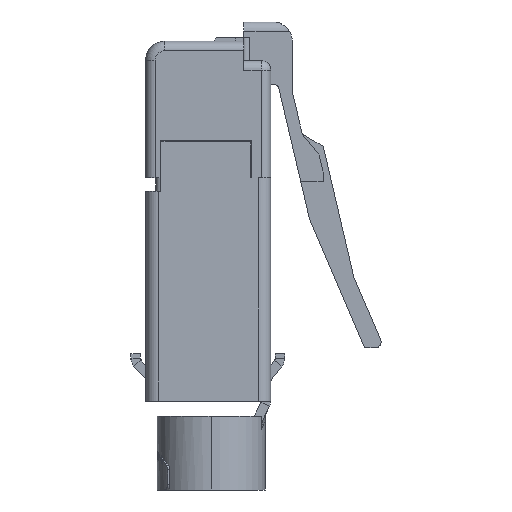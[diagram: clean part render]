
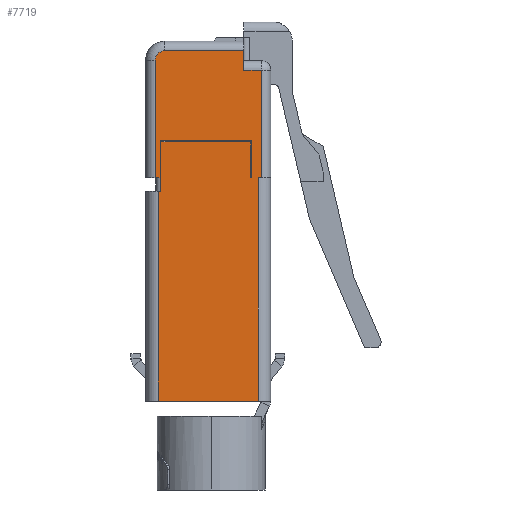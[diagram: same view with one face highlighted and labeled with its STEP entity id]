
A CAD part, left-side view. The second image highlights one B-rep face of the part: STEP entity #7719.
In plain terms, the highlighted planar face has unit normal (-1, 0, 0).
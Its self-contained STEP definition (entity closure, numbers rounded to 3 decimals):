
#39 = VECTOR ( 'NONE', #2607, 1000. ) ;
#193 = VECTOR ( 'NONE', #2226, 1000. ) ;
#380 = ORIENTED_EDGE ( 'NONE', *, *, #7238, .T. ) ;
#414 = DIRECTION ( 'NONE',  ( 0., 1., 0. ) ) ;
#446 = ORIENTED_EDGE ( 'NONE', *, *, #2234, .T. ) ;
#473 = VERTEX_POINT ( 'NONE', #12182 ) ;
#484 = CIRCLE ( 'NONE', #8003, 0.5 ) ;
#525 = CARTESIAN_POINT ( 'NONE',  ( -5.84, 2.3, -1.52 ) ) ;
#547 = VERTEX_POINT ( 'NONE', #4238 ) ;
#562 = CARTESIAN_POINT ( 'NONE',  ( -5.84, -2.8, -7.22 ) ) ;
#592 = DIRECTION ( 'NONE',  ( 0., 0., -1. ) ) ;
#706 = CARTESIAN_POINT ( 'NONE',  ( -5.84, 2.8, -7.22 ) ) ;
#760 = DIRECTION ( 'NONE',  ( 0., 0., -1. ) ) ;
#1049 = CARTESIAN_POINT ( 'NONE',  ( -5.84, 2.8, -7.22 ) ) ;
#1090 = DIRECTION ( 'NONE',  ( 0., 0., 1. ) ) ;
#1147 = LINE ( 'NONE', #3157, #193 ) ;
#1215 = VECTOR ( 'NONE', #11316, 1000. ) ;
#1216 = ORIENTED_EDGE ( 'NONE', *, *, #8287, .T. ) ;
#1260 = VERTEX_POINT ( 'NONE', #12796 ) ;
#1274 = EDGE_CURVE ( 'NONE', #547, #1260, #3037, .T. ) ;
#1307 = VECTOR ( 'NONE', #9611, 1000. ) ;
#1327 = VECTOR ( 'NONE', #592, 1000. ) ;
#2013 = DIRECTION ( 'NONE',  ( 0., 0., -1. ) ) ;
#2034 = LINE ( 'NONE', #4792, #4402 ) ;
#2103 = VECTOR ( 'NONE', #3713, 1000. ) ;
#2153 = EDGE_CURVE ( 'NONE', #12737, #8009, #12935, .T. ) ;
#2170 = LINE ( 'NONE', #8882, #11896 ) ;
#2208 = ORIENTED_EDGE ( 'NONE', *, *, #10196, .F. ) ;
#2226 = DIRECTION ( 'NONE',  ( 0., 0., 1. ) ) ;
#2234 = EDGE_CURVE ( 'NONE', #473, #4921, #9548, .T. ) ;
#2254 = LINE ( 'NONE', #11308, #10069 ) ;
#2403 = ORIENTED_EDGE ( 'NONE', *, *, #11076, .F. ) ;
#2446 = CARTESIAN_POINT ( 'NONE',  ( -5.84, -3.3, -7.92 ) ) ;
#2607 = DIRECTION ( 'NONE',  ( 0., 0., 1. ) ) ;
#2722 = DIRECTION ( 'NONE',  ( 0., 1., 0. ) ) ;
#2764 = VERTEX_POINT ( 'NONE', #10123 ) ;
#2994 = VECTOR ( 'NONE', #5647, 1000. ) ;
#3024 = ORIENTED_EDGE ( 'NONE', *, *, #2153, .T. ) ;
#3037 = LINE ( 'NONE', #2446, #1307 ) ;
#3097 = LINE ( 'NONE', #12372, #1215 ) ;
#3157 = CARTESIAN_POINT ( 'NONE',  ( -5.84, -2.8, -1.52 ) ) ;
#3196 = ORIENTED_EDGE ( 'NONE', *, *, #3759, .F. ) ;
#3258 = CARTESIAN_POINT ( 'NONE',  ( -5.84, -2.3, -5.22 ) ) ;
#3300 = ORIENTED_EDGE ( 'NONE', *, *, #8437, .T. ) ;
#3329 = VECTOR ( 'NONE', #2722, 1000. ) ;
#3371 = LINE ( 'NONE', #12363, #8625 ) ;
#3528 = VERTEX_POINT ( 'NONE', #9368 ) ;
#3648 = CARTESIAN_POINT ( 'NONE',  ( -5.84, -1.88, -1. ) ) ;
#3659 = LINE ( 'NONE', #4832, #3329 ) ;
#3713 = DIRECTION ( 'NONE',  ( 0., 1., 0. ) ) ;
#3759 = EDGE_CURVE ( 'NONE', #3528, #4146, #3371, .T. ) ;
#3853 = CARTESIAN_POINT ( 'NONE',  ( -5.84, 2.3, -1. ) ) ;
#3876 = DIRECTION ( 'NONE',  ( 0., 1., 0. ) ) ;
#3967 = CARTESIAN_POINT ( 'NONE',  ( -5.84, 2.55, -7.22 ) ) ;
#3994 = DIRECTION ( 'NONE',  ( -1., 0., 0. ) ) ;
#4146 = VERTEX_POINT ( 'NONE', #3967 ) ;
#4238 = CARTESIAN_POINT ( 'NONE',  ( -5.84, 2.5, -7.92 ) ) ;
#4402 = VECTOR ( 'NONE', #3876, 1000. ) ;
#4454 = VERTEX_POINT ( 'NONE', #11633 ) ;
#4566 = LINE ( 'NONE', #11294, #6020 ) ;
#4601 = CARTESIAN_POINT ( 'NONE',  ( -5.84, 2.3, -0.5 ) ) ;
#4669 = VECTOR ( 'NONE', #9968, 1000. ) ;
#4695 = AXIS2_PLACEMENT_3D ( 'NONE', #3853, #8915, #760 ) ;
#4707 = DIRECTION ( 'NONE',  ( 0., 0., -1. ) ) ;
#4746 = DIRECTION ( 'NONE',  ( 0., 1., 0. ) ) ;
#4777 = CARTESIAN_POINT ( 'NONE',  ( -5.84, -2.65, -19.02 ) ) ;
#4792 = CARTESIAN_POINT ( 'NONE',  ( -5.84, -3.3, -19.02 ) ) ;
#4832 = CARTESIAN_POINT ( 'NONE',  ( -5.84, 3.3, -7.22 ) ) ;
#4910 = ORIENTED_EDGE ( 'NONE', *, *, #7677, .T. ) ;
#4921 = VERTEX_POINT ( 'NONE', #4601 ) ;
#5006 = VERTEX_POINT ( 'NONE', #7780 ) ;
#5039 = EDGE_CURVE ( 'NONE', #5006, #10958, #2034, .T. ) ;
#5070 = CARTESIAN_POINT ( 'NONE',  ( -5.84, -2.8, -1.52 ) ) ;
#5074 = CARTESIAN_POINT ( 'NONE',  ( -5.84, 2.3, -1. ) ) ;
#5112 = CARTESIAN_POINT ( 'NONE',  ( -5.84, 2.65, -19.02 ) ) ;
#5118 = EDGE_CURVE ( 'NONE', #10958, #1260, #4566, .T. ) ;
#5185 = VERTEX_POINT ( 'NONE', #8179 ) ;
#5226 = CARTESIAN_POINT ( 'NONE',  ( -5.84, 2.8, -1. ) ) ;
#5434 = ORIENTED_EDGE ( 'NONE', *, *, #5039, .F. ) ;
#5647 = DIRECTION ( 'NONE',  ( 0., 0., -1. ) ) ;
#5653 = EDGE_CURVE ( 'NONE', #11575, #7388, #6636, .T. ) ;
#5737 = LINE ( 'NONE', #10690, #2994 ) ;
#5761 = DIRECTION ( 'NONE',  ( 0., 0., 1. ) ) ;
#5765 = VECTOR ( 'NONE', #414, 1000. ) ;
#5990 = VERTEX_POINT ( 'NONE', #12494 ) ;
#6020 = VECTOR ( 'NONE', #1090, 1000. ) ;
#6154 = LINE ( 'NONE', #6838, #8497 ) ;
#6254 = EDGE_CURVE ( 'NONE', #8486, #4454, #6154, .T. ) ;
#6413 = LINE ( 'NONE', #3648, #39 ) ;
#6556 = CARTESIAN_POINT ( 'NONE',  ( -5.84, 2.5, -5.32 ) ) ;
#6594 = LINE ( 'NONE', #4777, #4669 ) ;
#6636 = LINE ( 'NONE', #12655, #11895 ) ;
#6732 = FACE_OUTER_BOUND ( 'NONE', #12898, .T. ) ;
#6746 = EDGE_CURVE ( 'NONE', #11575, #547, #12827, .T. ) ;
#6838 = CARTESIAN_POINT ( 'NONE',  ( -5.84, -2.77, -7.22 ) ) ;
#7085 = CARTESIAN_POINT ( 'NONE',  ( -5.84, -2.25, -5.32 ) ) ;
#7238 = EDGE_CURVE ( 'NONE', #5006, #4454, #6594, .T. ) ;
#7243 = ORIENTED_EDGE ( 'NONE', *, *, #1274, .T. ) ;
#7381 = ORIENTED_EDGE ( 'NONE', *, *, #8569, .T. ) ;
#7388 = VERTEX_POINT ( 'NONE', #7085 ) ;
#7677 = EDGE_CURVE ( 'NONE', #10307, #2764, #10376, .T. ) ;
#7719 = ADVANCED_FACE ( 'NONE', ( #6732 ), #7978, .F. ) ;
#7723 = ORIENTED_EDGE ( 'NONE', *, *, #6746, .T. ) ;
#7780 = CARTESIAN_POINT ( 'NONE',  ( -5.84, -2.65, -19.02 ) ) ;
#7978 = PLANE ( 'NONE',  #4695 ) ;
#8003 = AXIS2_PLACEMENT_3D ( 'NONE', #5074, #3994, #2013 ) ;
#8009 = VERTEX_POINT ( 'NONE', #1049 ) ;
#8146 = CARTESIAN_POINT ( 'NONE',  ( -5.84, 2.3, -0.5 ) ) ;
#8179 = CARTESIAN_POINT ( 'NONE',  ( -5.84, -2.25, -7.22 ) ) ;
#8287 = EDGE_CURVE ( 'NONE', #5990, #5185, #2254, .T. ) ;
#8437 = EDGE_CURVE ( 'NONE', #2764, #473, #6413, .T. ) ;
#8486 = VERTEX_POINT ( 'NONE', #562 ) ;
#8497 = VECTOR ( 'NONE', #4746, 1000. ) ;
#8569 = EDGE_CURVE ( 'NONE', #8486, #10307, #1147, .T. ) ;
#8611 = DIRECTION ( 'NONE',  ( 0., -1., 0. ) ) ;
#8625 = VECTOR ( 'NONE', #12542, 1000. ) ;
#8848 = CARTESIAN_POINT ( 'NONE',  ( -5.84, 2.5, -5.32 ) ) ;
#8860 = EDGE_CURVE ( 'NONE', #4921, #12737, #484, .T. ) ;
#8882 = CARTESIAN_POINT ( 'NONE',  ( -5.84, -2.3, -5.22 ) ) ;
#8915 = DIRECTION ( 'NONE',  ( 1., 0., 0. ) ) ;
#9065 = VECTOR ( 'NONE', #4707, 1000. ) ;
#9368 = CARTESIAN_POINT ( 'NONE',  ( -5.84, 2.55, -5.22 ) ) ;
#9548 = LINE ( 'NONE', #8146, #5765 ) ;
#9611 = DIRECTION ( 'NONE',  ( 0., 1., 0. ) ) ;
#9968 = DIRECTION ( 'NONE',  ( 0., 0., 1. ) ) ;
#10069 = VECTOR ( 'NONE', #12366, 1000. ) ;
#10123 = CARTESIAN_POINT ( 'NONE',  ( -5.84, -1.88, -1.52 ) ) ;
#10196 = EDGE_CURVE ( 'NONE', #4146, #8009, #3659, .T. ) ;
#10307 = VERTEX_POINT ( 'NONE', #5070 ) ;
#10369 = ORIENTED_EDGE ( 'NONE', *, *, #5118, .F. ) ;
#10376 = LINE ( 'NONE', #525, #2103 ) ;
#10690 = CARTESIAN_POINT ( 'NONE',  ( -5.84, -2.25, -5.32 ) ) ;
#10760 = ORIENTED_EDGE ( 'NONE', *, *, #8860, .T. ) ;
#10909 = ORIENTED_EDGE ( 'NONE', *, *, #6254, .F. ) ;
#10958 = VERTEX_POINT ( 'NONE', #5112 ) ;
#11076 = EDGE_CURVE ( 'NONE', #7388, #5185, #5737, .T. ) ;
#11294 = CARTESIAN_POINT ( 'NONE',  ( -5.84, 2.65, -19.02 ) ) ;
#11308 = CARTESIAN_POINT ( 'NONE',  ( -5.84, -3.3, -7.22 ) ) ;
#11316 = DIRECTION ( 'NONE',  ( 0., 1., 0. ) ) ;
#11575 = VERTEX_POINT ( 'NONE', #6556 ) ;
#11633 = CARTESIAN_POINT ( 'NONE',  ( -5.84, -2.65, -7.22 ) ) ;
#11895 = VECTOR ( 'NONE', #8611, 1000. ) ;
#11896 = VECTOR ( 'NONE', #5761, 1000. ) ;
#12082 = EDGE_CURVE ( 'NONE', #5990, #13168, #2170, .T. ) ;
#12182 = CARTESIAN_POINT ( 'NONE',  ( -5.84, -1.88, -0.5 ) ) ;
#12338 = EDGE_CURVE ( 'NONE', #13168, #3528, #3097, .T. ) ;
#12363 = CARTESIAN_POINT ( 'NONE',  ( -5.84, 2.55, -5.22 ) ) ;
#12366 = DIRECTION ( 'NONE',  ( 0., 1., 0. ) ) ;
#12372 = CARTESIAN_POINT ( 'NONE',  ( -5.84, 2.55, -5.22 ) ) ;
#12494 = CARTESIAN_POINT ( 'NONE',  ( -5.84, -2.3, -7.22 ) ) ;
#12542 = DIRECTION ( 'NONE',  ( 0., 0., -1. ) ) ;
#12655 = CARTESIAN_POINT ( 'NONE',  ( -5.84, -2.25, -5.32 ) ) ;
#12737 = VERTEX_POINT ( 'NONE', #5226 ) ;
#12796 = CARTESIAN_POINT ( 'NONE',  ( -5.84, 2.65, -7.92 ) ) ;
#12821 = ORIENTED_EDGE ( 'NONE', *, *, #12082, .F. ) ;
#12827 = LINE ( 'NONE', #8848, #1327 ) ;
#12898 = EDGE_LOOP ( 'NONE', ( #3300, #446, #10760, #3024, #2208, #3196, #13207, #12821, #1216, #2403, #12989, #7723, #7243, #10369, #5434, #380, #10909, #7381, #4910 ) ) ;
#12935 = LINE ( 'NONE', #706, #9065 ) ;
#12989 = ORIENTED_EDGE ( 'NONE', *, *, #5653, .F. ) ;
#13168 = VERTEX_POINT ( 'NONE', #3258 ) ;
#13207 = ORIENTED_EDGE ( 'NONE', *, *, #12338, .F. ) ;
